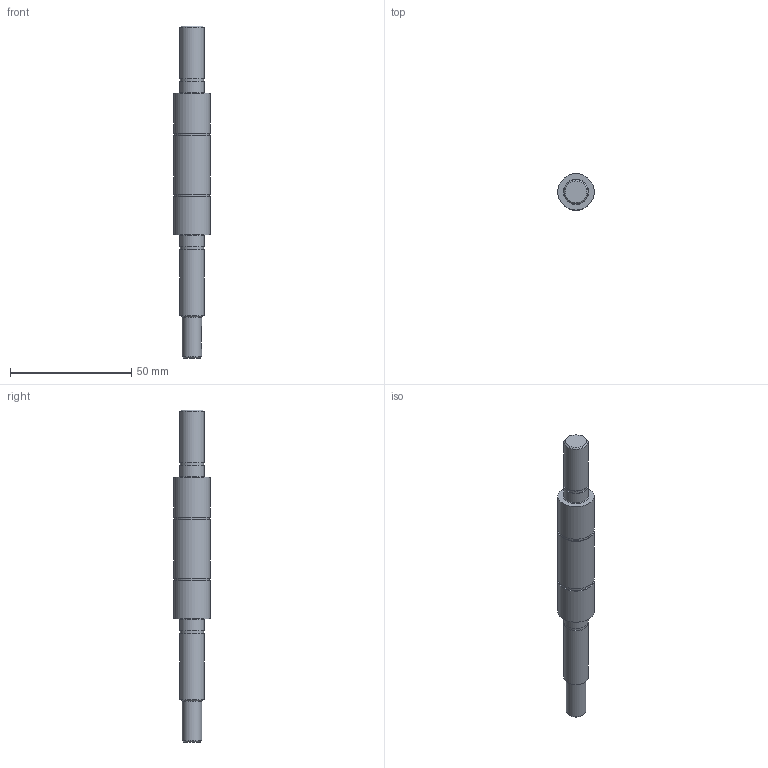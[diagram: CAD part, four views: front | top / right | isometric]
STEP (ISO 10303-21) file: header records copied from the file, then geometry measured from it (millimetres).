
FILE_DESCRIPTION(/* description */ (''),/* implementation_level */ '2;1');
FILE_NAME(/* name */ 'Shaft 2DOF.step',/* time_stamp */ '2022-09-16T04:14:19+02:00',/* author */ (''),/* organization */ (''),/* preprocessor_version */ 'ST-DEVELOPER v19',/* originating_system */ 'Autodesk Translation Framework v11.7.0.108',/* authorisation */ '');
FILE_SCHEMA (('AUTOMOTIVE_DESIGN { 1 0 10303 214 3 1 1 }'));
Length unit declared in the file: millimetre
Products named in the file (1): Shaft 2DOF
Bounding box: 15 x 15 x 136.9 mm (x, y, z)
Volume: 15914 mm3; surface area: 5534.6 mm2
Topology: 1 solids, 1 shells, 36 faces, 64 edges, 42 vertices
Faces by surface type: plane 16, cylinder 14, torus 3, cone 3
Full cylindrical faces by diameter (mm): 8 x1, 9.6 x2, 10 x4, 14.3 x2, 15 x3
Entity records: 950 total; most frequent: CARTESIAN_POINT 179, DIRECTION 171, ORIENTED_EDGE 128, AXIS2_PLACEMENT_3D 74, EDGE_CURVE 64, EDGE_LOOP 48, VERTEX_POINT 42, CIRCLE 37
